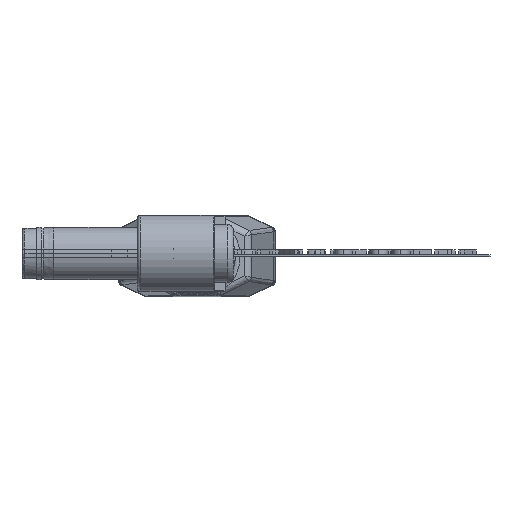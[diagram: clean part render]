
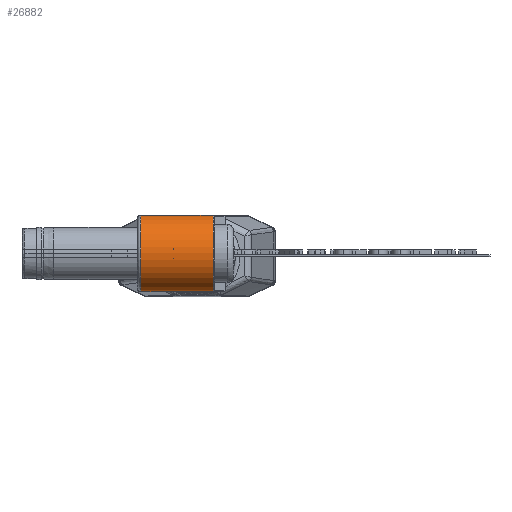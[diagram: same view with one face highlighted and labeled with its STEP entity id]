
A CAD part, top view. The second image highlights one B-rep face of the part: STEP entity #26882.
In plain terms, the highlighted cylindrical face has radius 4 mm (diameter 8 mm), a partial arc.
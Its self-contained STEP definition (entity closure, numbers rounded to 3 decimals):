
#359 = CIRCLE ( 'NONE', #13433, 4. ) ;
#502 = AXIS2_PLACEMENT_3D ( 'NONE', #53708, #49697, #49898 ) ;
#527 = VERTEX_POINT ( 'NONE', #23755 ) ;
#2314 = CARTESIAN_POINT ( 'NONE',  ( -4., 0., 4.75 ) ) ;
#2594 = VERTEX_POINT ( 'NONE', #2314 ) ;
#3787 = FACE_OUTER_BOUND ( 'NONE', #5112, .T. ) ;
#4848 = ORIENTED_EDGE ( 'NONE', *, *, #12926, .T. ) ;
#5112 = EDGE_LOOP ( 'NONE', ( #32282, #14410, #4848, #43587, #13484, #39382 ) ) ;
#6664 = VECTOR ( 'NONE', #50816, 1000. ) ;
#6917 = CARTESIAN_POINT ( 'NONE',  ( -4., 0., 5.9 ) ) ;
#11075 = CARTESIAN_POINT ( 'NONE',  ( 0., 0., 8.8 ) ) ;
#11208 = EDGE_CURVE ( 'NONE', #38063, #28316, #17750, .T. ) ;
#12926 = EDGE_CURVE ( 'NONE', #28316, #18542, #46173, .T. ) ;
#13433 = AXIS2_PLACEMENT_3D ( 'NONE', #44949, #20007, #49120 ) ;
#13484 = ORIENTED_EDGE ( 'NONE', *, *, #28787, .F. ) ;
#14410 = ORIENTED_EDGE ( 'NONE', *, *, #11208, .T. ) ;
#15204 = DIRECTION ( 'NONE',  ( -1., 0., 0. ) ) ;
#17554 = CARTESIAN_POINT ( 'NONE',  ( 4., 0., 5.9 ) ) ;
#17750 = LINE ( 'NONE', #17554, #6664 ) ;
#18003 = DIRECTION ( 'NONE',  ( 0., 0., -1. ) ) ;
#18542 = VERTEX_POINT ( 'NONE', #47932 ) ;
#20007 = DIRECTION ( 'NONE',  ( 0., 0., 1. ) ) ;
#20967 = EDGE_CURVE ( 'NONE', #24772, #38063, #44628, .T. ) ;
#23755 = CARTESIAN_POINT ( 'NONE',  ( -4., 0., 1.25 ) ) ;
#24202 = DIRECTION ( 'NONE',  ( 0., 0., -1. ) ) ;
#24772 = VERTEX_POINT ( 'NONE', #41502 ) ;
#25156 = CARTESIAN_POINT ( 'NONE',  ( -4., 0., 5.9 ) ) ;
#25159 = CARTESIAN_POINT ( 'NONE',  ( 4., 0., 8.8 ) ) ;
#26882 = ADVANCED_FACE ( 'NONE', ( #3787 ), #52588, .T. ) ;
#26909 = EDGE_CURVE ( 'NONE', #24772, #2594, #31768, .T. ) ;
#27161 = EDGE_CURVE ( 'NONE', #18542, #527, #359, .T. ) ;
#28316 = VERTEX_POINT ( 'NONE', #37431 ) ;
#28787 = EDGE_CURVE ( 'NONE', #2594, #527, #47017, .T. ) ;
#30489 = VECTOR ( 'NONE', #50065, 1000. ) ;
#31768 = LINE ( 'NONE', #25156, #30489 ) ;
#32282 = ORIENTED_EDGE ( 'NONE', *, *, #20967, .T. ) ;
#37431 = CARTESIAN_POINT ( 'NONE',  ( 4., 0., 7.4 ) ) ;
#38063 = VERTEX_POINT ( 'NONE', #25159 ) ;
#39382 = ORIENTED_EDGE ( 'NONE', *, *, #26909, .F. ) ;
#40161 = DIRECTION ( 'NONE',  ( 0., 0., -1. ) ) ;
#41502 = CARTESIAN_POINT ( 'NONE',  ( -4., 0., 8.8 ) ) ;
#43587 = ORIENTED_EDGE ( 'NONE', *, *, #27161, .T. ) ;
#44628 = CIRCLE ( 'NONE', #50794, 4. ) ;
#44852 = VECTOR ( 'NONE', #18003, 1000. ) ;
#44949 = CARTESIAN_POINT ( 'NONE',  ( 0., 0., 1.25 ) ) ;
#45735 = VECTOR ( 'NONE', #24202, 1000. ) ;
#46173 = LINE ( 'NONE', #51627, #44852 ) ;
#47017 = LINE ( 'NONE', #6917, #45735 ) ;
#47932 = CARTESIAN_POINT ( 'NONE',  ( 4., 0., 1.25 ) ) ;
#49120 = DIRECTION ( 'NONE',  ( 1., 0., 0. ) ) ;
#49697 = DIRECTION ( 'NONE',  ( 0., 0., -1. ) ) ;
#49898 = DIRECTION ( 'NONE',  ( -1., 0., 0. ) ) ;
#50065 = DIRECTION ( 'NONE',  ( 0., 0., -1. ) ) ;
#50794 = AXIS2_PLACEMENT_3D ( 'NONE', #11075, #40161, #15204 ) ;
#50816 = DIRECTION ( 'NONE',  ( 0., 0., -1. ) ) ;
#51627 = CARTESIAN_POINT ( 'NONE',  ( 4., 0., 5.9 ) ) ;
#52588 = CYLINDRICAL_SURFACE ( 'NONE', #502, 4. ) ;
#53708 = CARTESIAN_POINT ( 'NONE',  ( 0., 0., 5.9 ) ) ;
